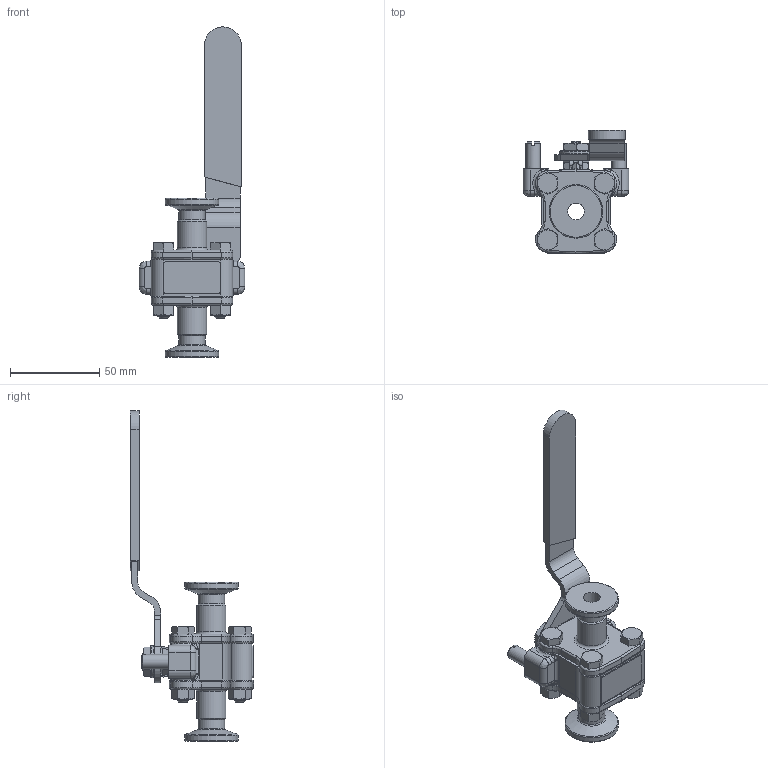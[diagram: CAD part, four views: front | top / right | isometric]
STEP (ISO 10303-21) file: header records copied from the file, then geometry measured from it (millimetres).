
FILE_DESCRIPTION(/* description */ (''),/* implementation_level */ '2;1');
FILE_NAME(/* name */ 'GA-WK70-05-TRI-W.stp',/* time_stamp */ '2022-12-05T08:43:47+00:00',/* author */ ('10157457'),/* organization */ (''),/* preprocessor_version */ 'ST-DEVELOPER v18.1',/* originating_system */ 'Autodesk Inventor 2020',/* authorisation */ '');
FILE_SCHEMA (('AUTOMOTIVE_DESIGN { 1 0 10303 214 3 1 1 }'));
Length unit declared in the file: millimetre
Products named in the file (1): CS-WK70-05-XBO
Bounding box: 59.13 x 68.9 x 184.91 mm (x, y, z)
Volume: 93915 mm3; surface area: 29916 mm2
Topology: 1 solids, 1 shells, 579 faces, 1461 edges, 887 vertices
Faces by surface type: plane 229, cylinder 123, cone 110, torus 79, bspline 34, sphere 4
Full cylindrical faces by diameter (mm): 6.322 x4, 8.128 x2, 9.398 x1, 14.097 x1, 14.796 x2, 16.32 x2, 18.466 x1, 29.972 x2
Entity records: 18621 total; most frequent: CARTESIAN_POINT 4572, ORIENTED_EDGE 2906, DIRECTION 2835, EDGE_CURVE 1453, AXIS2_PLACEMENT_3D 1140, VERTEX_POINT 887, EDGE_LOOP 608, FACE_OUTER_BOUND 579
